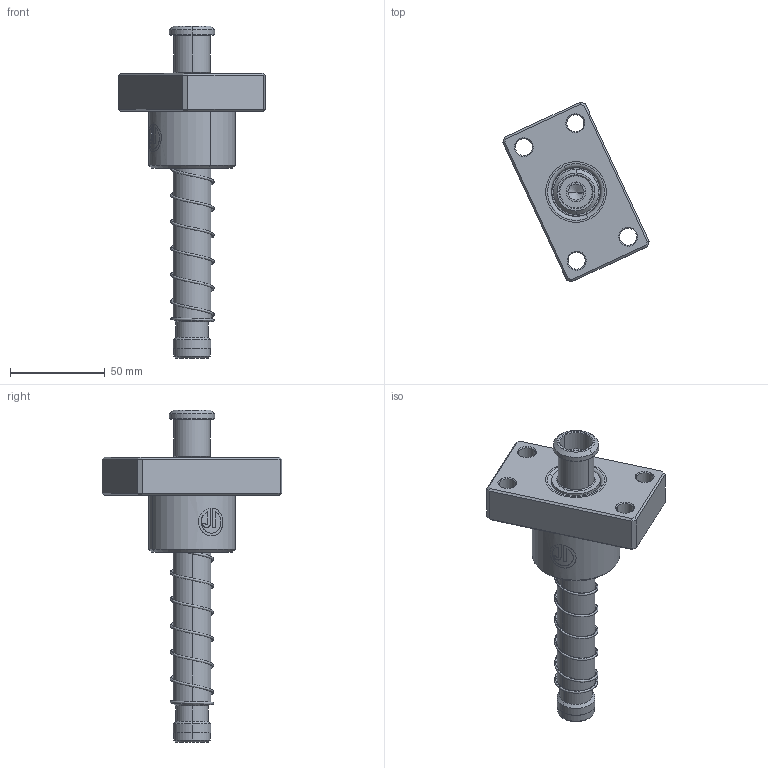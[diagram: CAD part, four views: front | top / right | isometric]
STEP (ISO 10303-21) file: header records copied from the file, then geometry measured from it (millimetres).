
FILE_DESCRIPTION (( 'STEP AP214' ), '1' );
FILE_NAME ('FKSH FKJH-D20-L150.STEP', '2024-12-16T06:23:23', ( '111' ), ( '21222' ), 'SwSTEP 2.0', 'SolidWorks 2020', '' );
FILE_SCHEMA (( 'AUTOMOTIVE_DESIGN' ));
Length unit declared in the file: millimetre
Products named in the file (10): SAB-25; HWP-D27.5-d25.5-L40; SAB-25-1; BALL-D3; MGK-D25-L90; FKSH FKJH-D20-L150; STMK-20; BSH-D30.5-25.5-L50郪蚾; BSH-30.5-25.5-L50
Assembly tree (218 placements, depth 3):
  FKSH FKJH-D20-L150
    MGK-D25-L90
    SAB-25
      SAB-25
      SAB-25-1
    HWP-D27.5-d25.5-L40
    BSH-D30.5-25.5-L50郪蚾
      BSH-30.5-25.5-L50
      BALL-D3  x210
    STMK-20
Bounding box: 77.26 x 94.72 x 175 mm (x, y, z)
Volume: 154051.2 mm3; surface area: 65424.7 mm2
Topology: 216 solids, 216 shells, 990 faces, 4189 edges, 2777 vertices
Faces by surface type: sphere 840, plane 48, cylinder 42, cone 38, bspline 14, torus 8
Entity records: 41652 total; most frequent: CARTESIAN_POINT 25223, ORIENTED_EDGE 3324, DIRECTION 2850, EDGE_CURVE 1662, AXIS2_PLACEMENT_3D 1339, VERTEX_POINT 1085, EDGE_LOOP 989, B_SPLINE_CURVE_WITH_KNOTS 933
